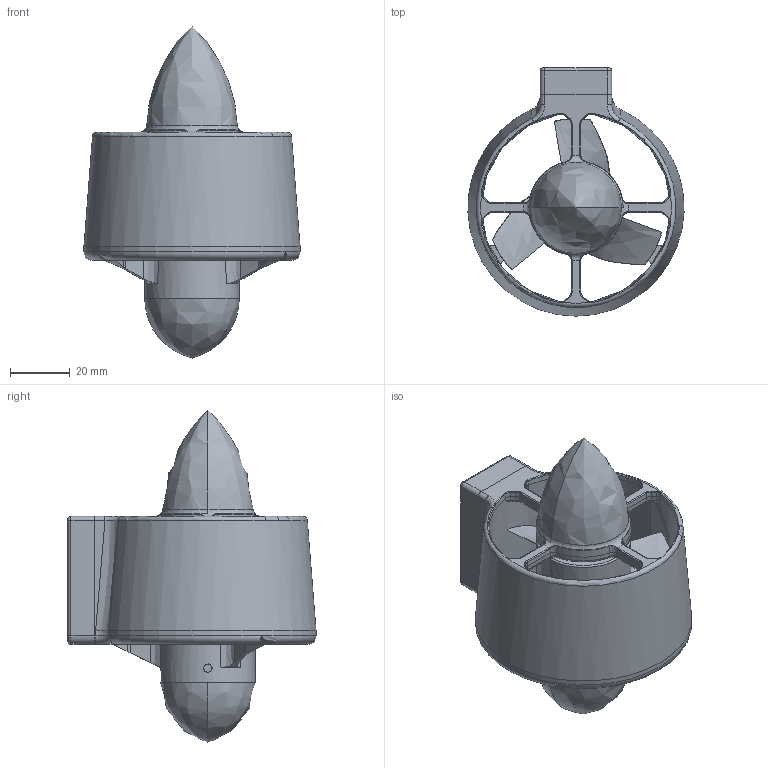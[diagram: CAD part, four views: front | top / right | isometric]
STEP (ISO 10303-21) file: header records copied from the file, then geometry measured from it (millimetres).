
FILE_DESCRIPTION((''),'2;1');
FILE_NAME('YD11-24-ASM_ASM','2020-04-07T',('Administrator'),(''),'PRO/ENGINEER BY PARAMETRIC TECHNOLOGY CORPORATION, 2005030','PRO/ENGINEER BY PARAMETRIC TECHNOLOGY CORPORATION, 2005030','');
FILE_SCHEMA(('CONFIG_CONTROL_DESIGN'));
Length unit declared in the file: millimetre
Products named in the file (6): YD11-24-2; YD11-24-3; YD11-24-1; 9-16-2; PRT0001; YD11-24-ASM_ASM
Assembly tree (5 placements, depth 2):
  YD11-24-ASM_ASM
    YD11-24-2
    YD11-24-3
    YD11-24-1
    9-16-2
    PRT0001
Bounding box: 72.6 x 83.33 x 111.5 mm (x, y, z)
Volume: 58806.5 mm3; surface area: 48922 mm2
Topology: 5 solids, 5 shells, 447 faces, 1118 edges, 675 vertices
Faces by surface type: bspline 210, cylinder 93, plane 80, torus 32, cone 29, sphere 3
Entity records: 21519 total; most frequent: CARTESIAN_POINT 12173, ORIENTED_EDGE 2220, DIRECTION 1505, EDGE_CURVE 1110, VERTEX_POINT 675, AXIS2_PLACEMENT_3D 624, EDGE_LOOP 491, B_SPLINE_CURVE_WITH_KNOTS 477
